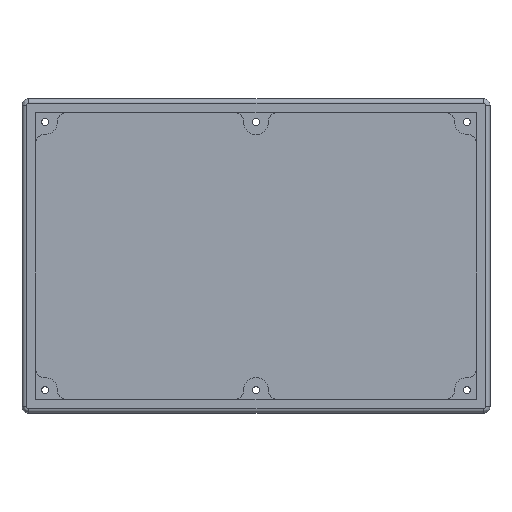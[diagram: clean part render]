
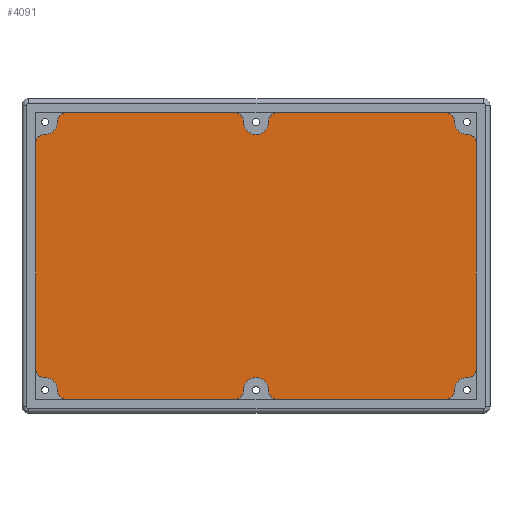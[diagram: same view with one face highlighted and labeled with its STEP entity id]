
A CAD part, top view. The second image highlights one B-rep face of the part: STEP entity #4091.
In plain terms, the highlighted planar face has unit normal (0, 0, 1).
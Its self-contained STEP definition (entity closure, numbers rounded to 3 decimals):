
#320=PLANE('',#4344);
#418=FACE_OUTER_BOUND('',#651,.T.);
#651=EDGE_LOOP('',(#2794,#2795,#2796,#2797,#2798,#2799,#2800,#2801,#2802,
#2803,#2804,#2805,#2806,#2807,#2808,#2809,#2810,#2811,#2812,#2813,#2814,
#2815,#2816,#2817));
#919=LINE('',#5414,#1283);
#920=LINE('',#5420,#1284);
#921=LINE('',#5428,#1285);
#922=LINE('',#5436,#1286);
#923=LINE('',#5444,#1287);
#924=LINE('',#5452,#1288);
#1283=VECTOR('',#4591,10.);
#1284=VECTOR('',#4596,10.);
#1285=VECTOR('',#4603,10.);
#1286=VECTOR('',#4610,10.);
#1287=VECTOR('',#4617,10.);
#1288=VECTOR('',#4624,10.);
#1642=CIRCLE('',#4336,4.);
#1644=CIRCLE('',#4339,5.659);
#1646=CIRCLE('',#4342,4.);
#1648=CIRCLE('',#4345,5.659);
#1649=CIRCLE('',#4346,4.);
#1650=CIRCLE('',#4347,4.);
#1651=CIRCLE('',#4348,5.65);
#1652=CIRCLE('',#4349,4.);
#1653=CIRCLE('',#4350,4.);
#1654=CIRCLE('',#4351,5.659);
#1655=CIRCLE('',#4352,4.);
#1656=CIRCLE('',#4353,4.);
#1657=CIRCLE('',#4354,5.659);
#1658=CIRCLE('',#4355,4.);
#1659=CIRCLE('',#4356,4.);
#1660=CIRCLE('',#4357,5.65);
#1661=CIRCLE('',#4358,4.);
#1662=CIRCLE('',#4359,4.);
#1734=VERTEX_POINT('',#5390);
#1735=VERTEX_POINT('',#5391);
#1738=VERTEX_POINT('',#5399);
#1740=VERTEX_POINT('',#5405);
#1741=VERTEX_POINT('',#5406);
#1744=VERTEX_POINT('',#5415);
#1745=VERTEX_POINT('',#5417);
#1746=VERTEX_POINT('',#5419);
#1747=VERTEX_POINT('',#5421);
#1748=VERTEX_POINT('',#5423);
#1749=VERTEX_POINT('',#5425);
#1750=VERTEX_POINT('',#5427);
#1751=VERTEX_POINT('',#5429);
#1752=VERTEX_POINT('',#5431);
#1753=VERTEX_POINT('',#5433);
#1754=VERTEX_POINT('',#5435);
#1755=VERTEX_POINT('',#5437);
#1756=VERTEX_POINT('',#5439);
#1757=VERTEX_POINT('',#5441);
#1758=VERTEX_POINT('',#5443);
#1759=VERTEX_POINT('',#5445);
#1760=VERTEX_POINT('',#5447);
#1761=VERTEX_POINT('',#5449);
#1762=VERTEX_POINT('',#5451);
#2150=EDGE_CURVE('',#1734,#1735,#1642,.F.);
#2154=EDGE_CURVE('',#1738,#1734,#1644,.F.);
#2157=EDGE_CURVE('',#1740,#1741,#1646,.F.);
#2161=EDGE_CURVE('',#1735,#1740,#919,.F.);
#2162=EDGE_CURVE('',#1741,#1744,#1648,.F.);
#2163=EDGE_CURVE('',#1744,#1745,#1649,.F.);
#2164=EDGE_CURVE('',#1745,#1746,#920,.F.);
#2165=EDGE_CURVE('',#1746,#1747,#1650,.F.);
#2166=EDGE_CURVE('',#1747,#1748,#1651,.F.);
#2167=EDGE_CURVE('',#1748,#1749,#1652,.F.);
#2168=EDGE_CURVE('',#1749,#1750,#921,.F.);
#2169=EDGE_CURVE('',#1750,#1751,#1653,.F.);
#2170=EDGE_CURVE('',#1751,#1752,#1654,.F.);
#2171=EDGE_CURVE('',#1752,#1753,#1655,.F.);
#2172=EDGE_CURVE('',#1753,#1754,#922,.F.);
#2173=EDGE_CURVE('',#1754,#1755,#1656,.F.);
#2174=EDGE_CURVE('',#1755,#1756,#1657,.F.);
#2175=EDGE_CURVE('',#1756,#1757,#1658,.F.);
#2176=EDGE_CURVE('',#1757,#1758,#923,.F.);
#2177=EDGE_CURVE('',#1758,#1759,#1659,.F.);
#2178=EDGE_CURVE('',#1759,#1760,#1660,.F.);
#2179=EDGE_CURVE('',#1760,#1761,#1661,.F.);
#2180=EDGE_CURVE('',#1761,#1762,#924,.F.);
#2181=EDGE_CURVE('',#1762,#1738,#1662,.F.);
#2794=ORIENTED_EDGE('',*,*,#2161,.T.);
#2795=ORIENTED_EDGE('',*,*,#2157,.T.);
#2796=ORIENTED_EDGE('',*,*,#2162,.T.);
#2797=ORIENTED_EDGE('',*,*,#2163,.T.);
#2798=ORIENTED_EDGE('',*,*,#2164,.T.);
#2799=ORIENTED_EDGE('',*,*,#2165,.T.);
#2800=ORIENTED_EDGE('',*,*,#2166,.T.);
#2801=ORIENTED_EDGE('',*,*,#2167,.T.);
#2802=ORIENTED_EDGE('',*,*,#2168,.T.);
#2803=ORIENTED_EDGE('',*,*,#2169,.T.);
#2804=ORIENTED_EDGE('',*,*,#2170,.T.);
#2805=ORIENTED_EDGE('',*,*,#2171,.T.);
#2806=ORIENTED_EDGE('',*,*,#2172,.T.);
#2807=ORIENTED_EDGE('',*,*,#2173,.T.);
#2808=ORIENTED_EDGE('',*,*,#2174,.T.);
#2809=ORIENTED_EDGE('',*,*,#2175,.T.);
#2810=ORIENTED_EDGE('',*,*,#2176,.T.);
#2811=ORIENTED_EDGE('',*,*,#2177,.T.);
#2812=ORIENTED_EDGE('',*,*,#2178,.T.);
#2813=ORIENTED_EDGE('',*,*,#2179,.T.);
#2814=ORIENTED_EDGE('',*,*,#2180,.T.);
#2815=ORIENTED_EDGE('',*,*,#2181,.T.);
#2816=ORIENTED_EDGE('',*,*,#2154,.T.);
#2817=ORIENTED_EDGE('',*,*,#2150,.T.);
#4091=ADVANCED_FACE('',(#418),#320,.T.);
#4336=AXIS2_PLACEMENT_3D('',#5392,#4568,#4569);
#4339=AXIS2_PLACEMENT_3D('',#5400,#4576,#4577);
#4342=AXIS2_PLACEMENT_3D('',#5407,#4583,#4584);
#4344=AXIS2_PLACEMENT_3D('',#5413,#4589,#4590);
#4345=AXIS2_PLACEMENT_3D('',#5416,#4592,#4593);
#4346=AXIS2_PLACEMENT_3D('',#5418,#4594,#4595);
#4347=AXIS2_PLACEMENT_3D('',#5422,#4597,#4598);
#4348=AXIS2_PLACEMENT_3D('',#5424,#4599,#4600);
#4349=AXIS2_PLACEMENT_3D('',#5426,#4601,#4602);
#4350=AXIS2_PLACEMENT_3D('',#5430,#4604,#4605);
#4351=AXIS2_PLACEMENT_3D('',#5432,#4606,#4607);
#4352=AXIS2_PLACEMENT_3D('',#5434,#4608,#4609);
#4353=AXIS2_PLACEMENT_3D('',#5438,#4611,#4612);
#4354=AXIS2_PLACEMENT_3D('',#5440,#4613,#4614);
#4355=AXIS2_PLACEMENT_3D('',#5442,#4615,#4616);
#4356=AXIS2_PLACEMENT_3D('',#5446,#4618,#4619);
#4357=AXIS2_PLACEMENT_3D('',#5448,#4620,#4621);
#4358=AXIS2_PLACEMENT_3D('',#5450,#4622,#4623);
#4359=AXIS2_PLACEMENT_3D('',#5453,#4625,#4626);
#4568=DIRECTION('center_axis',(0.,0.,-1.));
#4569=DIRECTION('ref_axis',(0.698,-0.716,0.));
#4576=DIRECTION('center_axis',(0.,0.,1.));
#4577=DIRECTION('ref_axis',(0.707,0.707,0.));
#4583=DIRECTION('center_axis',(0.,0.,-1.));
#4584=DIRECTION('ref_axis',(0.698,0.716,0.));
#4589=DIRECTION('center_axis',(0.,0.,1.));
#4590=DIRECTION('ref_axis',(1.,0.,0.));
#4591=DIRECTION('',(0.,-1.,0.));
#4592=DIRECTION('center_axis',(0.,0.,1.));
#4593=DIRECTION('ref_axis',(-0.707,0.707,0.));
#4594=DIRECTION('center_axis',(0.,0.,-1.));
#4595=DIRECTION('ref_axis',(0.716,0.698,0.));
#4596=DIRECTION('',(1.,0.,0.));
#4597=DIRECTION('center_axis',(0.,0.,-1.));
#4598=DIRECTION('ref_axis',(-0.716,0.698,0.));
#4599=DIRECTION('center_axis',(0.,0.,1.));
#4600=DIRECTION('ref_axis',(-0.706,0.708,0.));
#4601=DIRECTION('center_axis',(0.,0.,-1.));
#4602=DIRECTION('ref_axis',(0.716,0.698,0.));
#4603=DIRECTION('',(1.,0.,0.));
#4604=DIRECTION('center_axis',(0.,0.,-1.));
#4605=DIRECTION('ref_axis',(-0.716,0.698,0.));
#4606=DIRECTION('center_axis',(0.,0.,1.));
#4607=DIRECTION('ref_axis',(-0.707,-0.707,0.));
#4608=DIRECTION('center_axis',(0.,0.,-1.));
#4609=DIRECTION('ref_axis',(-0.698,0.716,0.));
#4610=DIRECTION('',(0.,1.,0.));
#4611=DIRECTION('center_axis',(0.,0.,-1.));
#4612=DIRECTION('ref_axis',(-0.698,-0.716,0.));
#4613=DIRECTION('center_axis',(0.,0.,1.));
#4614=DIRECTION('ref_axis',(0.707,-0.707,0.));
#4615=DIRECTION('center_axis',(0.,0.,-1.));
#4616=DIRECTION('ref_axis',(-0.716,-0.698,0.));
#4617=DIRECTION('',(-1.,0.,0.));
#4618=DIRECTION('center_axis',(0.,0.,-1.));
#4619=DIRECTION('ref_axis',(0.716,-0.698,0.));
#4620=DIRECTION('center_axis',(0.,0.,1.));
#4621=DIRECTION('ref_axis',(0.706,-0.708,0.));
#4622=DIRECTION('center_axis',(0.,0.,-1.));
#4623=DIRECTION('ref_axis',(-0.716,-0.698,0.));
#4624=DIRECTION('',(-1.,0.,0.));
#4625=DIRECTION('center_axis',(0.,0.,-1.));
#4626=DIRECTION('ref_axis',(0.716,-0.698,0.));
#5390=CARTESIAN_POINT('',(-133.853,-120.34,5.5));
#5391=CARTESIAN_POINT('',(-129.75,-116.341,5.5));
#5392=CARTESIAN_POINT('Origin',(-133.75,-116.341,5.5));
#5399=CARTESIAN_POINT('',(-139.657,-126.145,5.5));
#5400=CARTESIAN_POINT('Origin',(-134.,-125.997,5.5));
#5405=CARTESIAN_POINT('',(-129.75,-13.659,5.5));
#5406=CARTESIAN_POINT('',(-133.853,-9.66,5.5));
#5407=CARTESIAN_POINT('Origin',(-133.75,-13.659,5.5));
#5413=CARTESIAN_POINT('Origin',(-230.,-65.,5.5));
#5414=CARTESIAN_POINT('',(-129.75,-29.25,5.5));
#5415=CARTESIAN_POINT('',(-139.657,-3.855,5.5));
#5416=CARTESIAN_POINT('Origin',(-134.,-4.003,5.5));
#5417=CARTESIAN_POINT('',(-143.656,0.25,5.5));
#5418=CARTESIAN_POINT('Origin',(-143.656,-3.75,5.5));
#5419=CARTESIAN_POINT('',(-220.353,0.25,5.5));
#5420=CARTESIAN_POINT('',(-283.25,0.25,5.5));
#5421=CARTESIAN_POINT('',(-224.352,-3.855,5.5));
#5422=CARTESIAN_POINT('Origin',(-220.353,-3.75,5.5));
#5423=CARTESIAN_POINT('',(-235.648,-3.855,5.5));
#5424=CARTESIAN_POINT('Origin',(-230.,-4.003,5.5));
#5425=CARTESIAN_POINT('',(-239.646,0.25,5.5));
#5426=CARTESIAN_POINT('Origin',(-239.646,-3.75,5.5));
#5427=CARTESIAN_POINT('',(-316.344,0.25,5.5));
#5428=CARTESIAN_POINT('',(-283.25,0.25,5.5));
#5429=CARTESIAN_POINT('',(-320.343,-3.855,5.5));
#5430=CARTESIAN_POINT('Origin',(-316.344,-3.75,5.5));
#5431=CARTESIAN_POINT('',(-326.146,-9.66,5.5));
#5432=CARTESIAN_POINT('Origin',(-326.,-4.003,5.5));
#5433=CARTESIAN_POINT('',(-330.25,-13.659,5.5));
#5434=CARTESIAN_POINT('Origin',(-326.25,-13.659,5.5));
#5435=CARTESIAN_POINT('',(-330.25,-116.341,5.5));
#5436=CARTESIAN_POINT('',(-330.25,-100.75,5.5));
#5437=CARTESIAN_POINT('',(-326.146,-120.34,5.5));
#5438=CARTESIAN_POINT('Origin',(-326.25,-116.341,5.5));
#5439=CARTESIAN_POINT('',(-320.343,-126.145,5.5));
#5440=CARTESIAN_POINT('Origin',(-326.,-125.997,5.5));
#5441=CARTESIAN_POINT('',(-316.344,-130.25,5.5));
#5442=CARTESIAN_POINT('Origin',(-316.344,-126.25,5.5));
#5443=CARTESIAN_POINT('',(-239.646,-130.25,5.5));
#5444=CARTESIAN_POINT('',(-176.75,-130.25,5.5));
#5445=CARTESIAN_POINT('',(-235.648,-126.145,5.5));
#5446=CARTESIAN_POINT('Origin',(-239.646,-126.25,5.5));
#5447=CARTESIAN_POINT('',(-224.352,-126.145,5.5));
#5448=CARTESIAN_POINT('Origin',(-230.,-125.997,5.5));
#5449=CARTESIAN_POINT('',(-220.353,-130.25,5.5));
#5450=CARTESIAN_POINT('Origin',(-220.353,-126.25,5.5));
#5451=CARTESIAN_POINT('',(-143.656,-130.25,5.5));
#5452=CARTESIAN_POINT('',(-176.75,-130.25,5.5));
#5453=CARTESIAN_POINT('Origin',(-143.656,-126.25,5.5));
